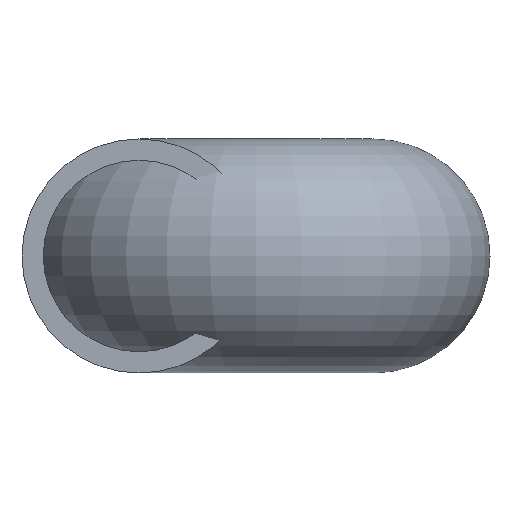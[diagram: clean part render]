
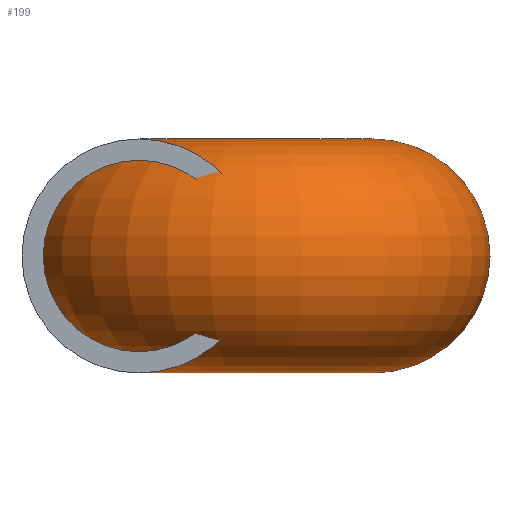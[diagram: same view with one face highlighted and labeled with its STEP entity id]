
A CAD part, front view. The second image highlights one B-rep face of the part: STEP entity #199.
In plain terms, the highlighted toroidal (fillet/blend) face has major radius 70 mm and minor radius 70 mm.
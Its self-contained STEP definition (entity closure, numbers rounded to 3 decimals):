
#4 = EDGE_CURVE ( 'NONE', #154, #159, #233, .T. ) ;
#26 = CARTESIAN_POINT ( 'NONE',  ( -28.995, 215., 0. ) ) ;
#29 = DIRECTION ( 'NONE',  ( -1., 0., 0. ) ) ;
#38 = AXIS2_PLACEMENT_3D ( 'NONE', #395, #110, #252 ) ;
#42 = CIRCLE ( 'NONE', #38, 70. ) ;
#54 = DIRECTION ( 'NONE',  ( 0.707, 0.707, 0. ) ) ;
#66 = EDGE_LOOP ( 'NONE', ( #258, #122, #401, #288 ) ) ;
#110 = DIRECTION ( 'NONE',  ( 0., 1., 0. ) ) ;
#113 = CARTESIAN_POINT ( 'NONE',  ( -70., 116.005, 0. ) ) ;
#120 = CARTESIAN_POINT ( 'NONE',  ( 20.503, 165.503, 0. ) ) ;
#121 = AXIS2_PLACEMENT_3D ( 'NONE', #211, #335, #29 ) ;
#122 = ORIENTED_EDGE ( 'NONE', *, *, #177, .T. ) ;
#123 = TOROIDAL_SURFACE ( 'NONE', #121, 70., 70. ) ;
#124 = AXIS2_PLACEMENT_3D ( 'NONE', #141, #274, #389 ) ;
#138 = CIRCLE ( 'NONE', #124, 70. ) ;
#141 = CARTESIAN_POINT ( 'NONE',  ( 0., 116.005, 0. ) ) ;
#154 = VERTEX_POINT ( 'NONE', #334 ) ;
#159 = VERTEX_POINT ( 'NONE', #26 ) ;
#175 = AXIS2_PLACEMENT_3D ( 'NONE', #120, #256, #374 ) ;
#177 = EDGE_CURVE ( 'NONE', #154, #321, #138, .T. ) ;
#198 = DIRECTION ( 'NONE',  ( 0., 0., 1. ) ) ;
#199 = ADVANCED_FACE ( 'NONE', ( #246 ), #123, .T. ) ;
#211 = CARTESIAN_POINT ( 'NONE',  ( 70., 116.005, 0. ) ) ;
#225 = AXIS2_PLACEMENT_3D ( 'NONE', #354, #54, #198 ) ;
#233 = CIRCLE ( 'NONE', #225, 70. ) ;
#246 = FACE_OUTER_BOUND ( 'NONE', #66, .T. ) ;
#252 = DIRECTION ( 'NONE',  ( 0., 0., 1. ) ) ;
#256 = DIRECTION ( 'NONE',  ( 0.707, 0.707, 0. ) ) ;
#258 = ORIENTED_EDGE ( 'NONE', *, *, #4, .F. ) ;
#274 = DIRECTION ( 'NONE',  ( 0., 1., 0. ) ) ;
#285 = EDGE_CURVE ( 'NONE', #321, #154, #42, .T. ) ;
#288 = ORIENTED_EDGE ( 'NONE', *, *, #409, .F. ) ;
#321 = VERTEX_POINT ( 'NONE', #113 ) ;
#334 = CARTESIAN_POINT ( 'NONE',  ( 70., 116.005, 0. ) ) ;
#335 = DIRECTION ( 'NONE',  ( 0., 0., -1. ) ) ;
#354 = CARTESIAN_POINT ( 'NONE',  ( 20.503, 165.503, 0. ) ) ;
#356 = CIRCLE ( 'NONE', #175, 70. ) ;
#374 = DIRECTION ( 'NONE',  ( 0., 0., 1. ) ) ;
#389 = DIRECTION ( 'NONE',  ( 0., 0., 1. ) ) ;
#395 = CARTESIAN_POINT ( 'NONE',  ( 0., 116.005, 0. ) ) ;
#401 = ORIENTED_EDGE ( 'NONE', *, *, #285, .T. ) ;
#409 = EDGE_CURVE ( 'NONE', #159, #154, #356, .T. ) ;
